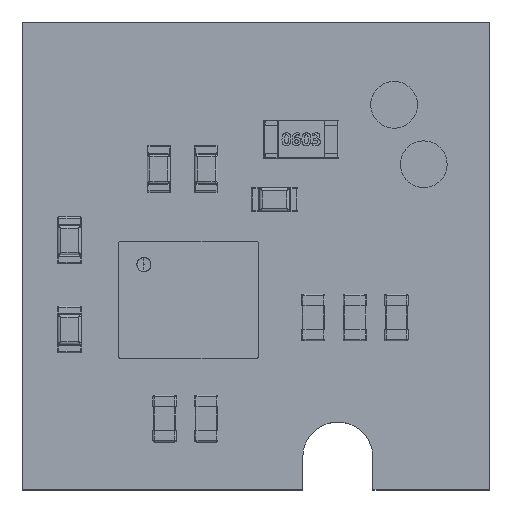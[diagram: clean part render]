
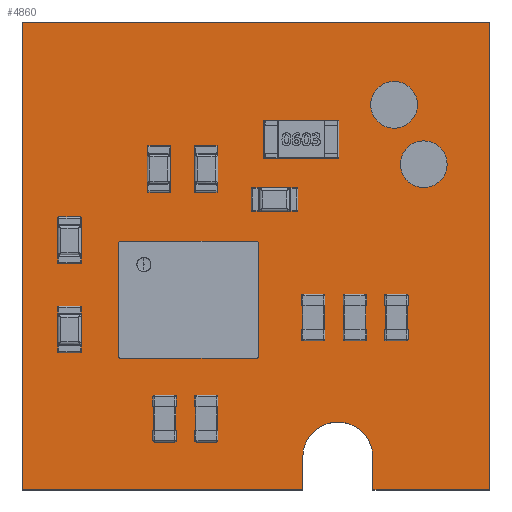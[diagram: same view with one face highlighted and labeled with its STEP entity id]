
A CAD part, top view. The second image highlights one B-rep face of the part: STEP entity #4860.
In plain terms, the highlighted planar face has unit normal (0, 0, 1).
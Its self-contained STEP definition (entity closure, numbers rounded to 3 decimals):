
#2533=FACE_OUTER_BOUND($,#3380,.F.);
#3380=EDGE_LOOP($,(#7189,#7190,#7191,#7192,#7193,#7194,#7195,#7196));
#4259=PLANE($,#6031);
#4860=ADVANCED_FACE($,(#2533),#4259,.T.);
#5706=CIRCLE($,#6030,0.75);
#6030=AXIS2_PLACEMENT_3D($,#22653,#18695,$);
#6031=AXIS2_PLACEMENT_3D($,#22645,#18695,$);
#7189=ORIENTED_EDGE($,*,*,#11583,.T.);
#7190=ORIENTED_EDGE($,*,*,#11584,.T.);
#7191=ORIENTED_EDGE($,*,*,#11585,.T.);
#7192=ORIENTED_EDGE($,*,*,#11586,.T.);
#7193=ORIENTED_EDGE($,*,*,#11587,.T.);
#7194=ORIENTED_EDGE($,*,*,#11588,.T.);
#7195=ORIENTED_EDGE($,*,*,#11589,.T.);
#7196=ORIENTED_EDGE($,*,*,#11590,.T.);
#11583=EDGE_CURVE($,#17169,#17170,#15475,.T.);
#11584=EDGE_CURVE($,#17170,#17171,#15476,.T.);
#11585=EDGE_CURVE($,#17171,#17172,#5706,.T.);
#11586=EDGE_CURVE($,#17172,#17173,#15477,.T.);
#11587=EDGE_CURVE($,#17173,#17174,#15478,.T.);
#11588=EDGE_CURVE($,#17174,#17175,#15479,.T.);
#11589=EDGE_CURVE($,#17175,#17176,#15480,.T.);
#11590=EDGE_CURVE($,#17176,#17169,#15481,.T.);
#13781=VECTOR($,#18698,2.5);
#13782=VECTOR($,#18699,0.7);
#13783=VECTOR($,#18700,0.7);
#13784=VECTOR($,#18701,6.);
#13785=VECTOR($,#18702,10.);
#13786=VECTOR($,#18703,10.);
#13787=VECTOR($,#18704,10.);
#15475=LINE($,#22644,#13781);
#15476=LINE($,#22645,#13782);
#15477=LINE($,#22647,#13783);
#15478=LINE($,#22648,#13784);
#15479=LINE($,#22649,#13785);
#15480=LINE($,#22650,#13786);
#15481=LINE($,#22651,#13787);
#17169=VERTEX_POINT($,#22644);
#17170=VERTEX_POINT($,#22645);
#17171=VERTEX_POINT($,#22646);
#17172=VERTEX_POINT($,#22647);
#17173=VERTEX_POINT($,#22648);
#17174=VERTEX_POINT($,#22649);
#17175=VERTEX_POINT($,#22650);
#17176=VERTEX_POINT($,#22651);
#18695=DIRECTION($,(0.,0.,1.));
#18698=DIRECTION($,(-1.,0.,0.));
#18699=DIRECTION($,(0.,1.,0.));
#18700=DIRECTION($,(0.,-1.,0.));
#18701=DIRECTION($,(-1.,0.,0.));
#18702=DIRECTION($,(0.,1.,0.));
#18703=DIRECTION($,(1.,0.,0.));
#18704=DIRECTION($,(0.,-1.,0.));
#22644=CARTESIAN_POINT('',(10.,0.,0.));
#22645=CARTESIAN_POINT('',(7.5,0.,0.));
#22646=CARTESIAN_POINT('',(7.5,0.7,0.));
#22647=CARTESIAN_POINT('',(6.,0.7,0.));
#22648=CARTESIAN_POINT('',(6.,0.,0.));
#22649=CARTESIAN_POINT('',(0.,0.,0.));
#22650=CARTESIAN_POINT('',(0.,10.,0.));
#22651=CARTESIAN_POINT('',(10.,10.,0.));
#22653=CARTESIAN_POINT('',(6.75,0.7,0.));
